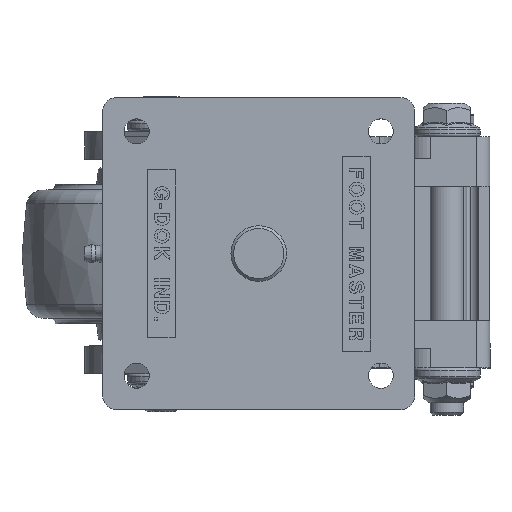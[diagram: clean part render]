
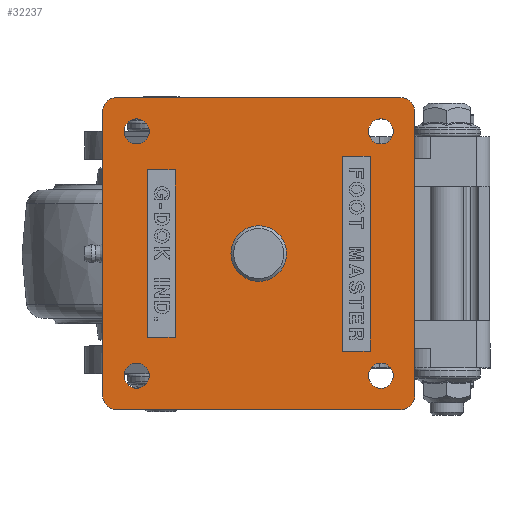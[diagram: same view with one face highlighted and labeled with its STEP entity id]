
A CAD part, top view. The second image highlights one B-rep face of the part: STEP entity #32237.
In plain terms, the highlighted planar face has unit normal (0, 0, 1).
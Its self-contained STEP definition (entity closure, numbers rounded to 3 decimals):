
#15506=CARTESIAN_POINT('',(-27.828,139.02,9.25));
#15507=VERTEX_POINT('',#15506);
#15508=CARTESIAN_POINT('',(-23.328,139.02,9.25));
#15509=DIRECTION('',(0.0,0.0,-1.0));
#15510=DIRECTION('',(1.0,0.0,0.0));
#15511=AXIS2_PLACEMENT_3D('',#15508,#15509,#15510);
#15512=CIRCLE('',#15511,4.5);
#15513=EDGE_CURVE('',#15507,#15507,#15512,.T.);
#15534=CARTESIAN_POINT('',(59.853,51.339,9.25));
#15535=VERTEX_POINT('',#15534);
#15536=CARTESIAN_POINT('',(64.353,51.339,9.25));
#15537=DIRECTION('',(0.0,0.0,-1.0));
#15538=DIRECTION('',(1.0,0.0,0.0));
#15539=AXIS2_PLACEMENT_3D('',#15536,#15537,#15538);
#15540=CIRCLE('',#15539,4.5);
#15541=EDGE_CURVE('',#15535,#15535,#15540,.T.);
#15562=CARTESIAN_POINT('',(-27.828,51.339,9.25));
#15563=VERTEX_POINT('',#15562);
#15564=CARTESIAN_POINT('',(-23.328,51.339,9.25));
#15565=DIRECTION('',(0.0,0.0,-1.0));
#15566=DIRECTION('',(1.0,0.0,0.0));
#15567=AXIS2_PLACEMENT_3D('',#15564,#15565,#15566);
#15568=CIRCLE('',#15567,4.5);
#15569=EDGE_CURVE('',#15563,#15563,#15568,.T.);
#15590=CARTESIAN_POINT('',(59.853,139.02,9.25));
#15591=VERTEX_POINT('',#15590);
#15592=CARTESIAN_POINT('',(64.353,139.02,9.25));
#15593=DIRECTION('',(0.0,0.0,-1.0));
#15594=DIRECTION('',(1.0,0.0,0.0));
#15595=AXIS2_PLACEMENT_3D('',#15592,#15593,#15594);
#15596=CIRCLE('',#15595,4.5);
#15597=EDGE_CURVE('',#15591,#15591,#15596,.T.);
#15630=CARTESIAN_POINT('',(30.512,95.18,9.25));
#15631=VERTEX_POINT('',#15630);
#15632=CARTESIAN_POINT('',(20.512,95.18,9.25));
#15633=DIRECTION('',(0.0,0.0,-1.0));
#15634=DIRECTION('',(-1.0,0.0,0.0));
#15635=AXIS2_PLACEMENT_3D('',#15632,#15633,#15634);
#15636=CIRCLE('',#15635,10.);
#15637=EDGE_CURVE('',#15631,#15631,#15636,.T.);
#31215=CARTESIAN_POINT('',(-19.488,125.18,9.25));
#31216=VERTEX_POINT('',#31215);
#31223=CARTESIAN_POINT('',(-19.488,65.18,9.25));
#31224=VERTEX_POINT('',#31223);
#31225=CARTESIAN_POINT('',(-19.488,65.18,9.25));
#31226=DIRECTION('',(0.0,1.0,0.0));
#31227=VECTOR('',#31226,60.);
#31228=LINE('',#31225,#31227);
#31229=EDGE_CURVE('',#31224,#31216,#31228,.T.);
#31254=CARTESIAN_POINT('',(-9.488,65.18,9.25));
#31255=VERTEX_POINT('',#31254);
#31256=CARTESIAN_POINT('',(-9.488,65.18,9.25));
#31257=DIRECTION('',(-1.0,0.0,0.0));
#31258=VECTOR('',#31257,10.);
#31259=LINE('',#31256,#31258);
#31260=EDGE_CURVE('',#31255,#31224,#31259,.T.);
#31285=CARTESIAN_POINT('',(-9.488,125.18,9.25));
#31286=VERTEX_POINT('',#31285);
#31287=CARTESIAN_POINT('',(-9.488,125.18,9.25));
#31288=DIRECTION('',(0.0,-1.0,0.0));
#31289=VECTOR('',#31288,60.);
#31290=LINE('',#31287,#31289);
#31291=EDGE_CURVE('',#31286,#31255,#31290,.T.);
#31314=CARTESIAN_POINT('',(-19.488,125.18,9.25));
#31315=DIRECTION('',(1.0,0.0,0.0));
#31316=VECTOR('',#31315,10.);
#31317=LINE('',#31314,#31316);
#31318=EDGE_CURVE('',#31216,#31286,#31317,.T.);
#31527=CARTESIAN_POINT('',(50.512,130.18,9.25));
#31528=VERTEX_POINT('',#31527);
#31535=CARTESIAN_POINT('',(50.512,60.18,9.25));
#31536=VERTEX_POINT('',#31535);
#31537=CARTESIAN_POINT('',(50.512,60.18,9.25));
#31538=DIRECTION('',(0.0,1.0,0.0));
#31539=VECTOR('',#31538,70.);
#31540=LINE('',#31537,#31539);
#31541=EDGE_CURVE('',#31536,#31528,#31540,.T.);
#31566=CARTESIAN_POINT('',(60.512,60.18,9.25));
#31567=VERTEX_POINT('',#31566);
#31568=CARTESIAN_POINT('',(60.512,60.18,9.25));
#31569=DIRECTION('',(-1.0,0.0,0.0));
#31570=VECTOR('',#31569,10.);
#31571=LINE('',#31568,#31570);
#31572=EDGE_CURVE('',#31567,#31536,#31571,.T.);
#31597=CARTESIAN_POINT('',(60.512,130.18,9.25));
#31598=VERTEX_POINT('',#31597);
#31599=CARTESIAN_POINT('',(60.512,130.18,9.25));
#31600=DIRECTION('',(0.0,-1.0,0.0));
#31601=VECTOR('',#31600,70.);
#31602=LINE('',#31599,#31601);
#31603=EDGE_CURVE('',#31598,#31567,#31602,.T.);
#31626=CARTESIAN_POINT('',(50.512,130.18,9.25));
#31627=DIRECTION('',(1.0,0.0,0.0));
#31628=VECTOR('',#31627,10.);
#31629=LINE('',#31626,#31628);
#31630=EDGE_CURVE('',#31528,#31598,#31629,.T.);
#31889=CARTESIAN_POINT('',(76.512,44.18,9.25));
#31890=VERTEX_POINT('',#31889);
#31891=CARTESIAN_POINT('',(71.512,39.18,9.25));
#31892=VERTEX_POINT('',#31891);
#31893=CARTESIAN_POINT('',(71.512,44.18,9.25));
#31894=DIRECTION('',(0.0,0.0,-1.));
#31895=DIRECTION('',(0.707,-0.707,0.0));
#31896=AXIS2_PLACEMENT_3D('',#31893,#31894,#31895);
#31897=CIRCLE('',#31896,5.);
#31898=EDGE_CURVE('',#31890,#31892,#31897,.T.);
#31940=CARTESIAN_POINT('',(76.512,146.18,9.25));
#31941=VERTEX_POINT('',#31940);
#31948=CARTESIAN_POINT('',(76.512,146.18,9.25));
#31949=DIRECTION('',(0.0,-1.0,0.0));
#31950=VECTOR('',#31949,102.);
#31951=LINE('',#31948,#31950);
#31952=EDGE_CURVE('',#31941,#31890,#31951,.T.);
#32036=CARTESIAN_POINT('',(71.512,151.18,9.25));
#32037=VERTEX_POINT('',#32036);
#32038=CARTESIAN_POINT('',(71.512,146.18,9.25));
#32039=DIRECTION('',(0.0,0.0,-1.));
#32040=DIRECTION('',(0.707,0.707,0.0));
#32041=AXIS2_PLACEMENT_3D('',#32038,#32039,#32040);
#32042=CIRCLE('',#32041,5.);
#32043=EDGE_CURVE('',#32037,#31941,#32042,.T.);
#32063=CARTESIAN_POINT('',(-30.488,151.18,9.25));
#32064=VERTEX_POINT('',#32063);
#32071=CARTESIAN_POINT('',(-30.488,151.18,9.25));
#32072=DIRECTION('',(1.0,0.0,0.0));
#32073=VECTOR('',#32072,102.0);
#32074=LINE('',#32071,#32073);
#32075=EDGE_CURVE('',#32064,#32037,#32074,.T.);
#32085=CARTESIAN_POINT('',(-35.488,146.18,9.25));
#32086=VERTEX_POINT('',#32085);
#32087=CARTESIAN_POINT('',(-30.488,146.18,9.25));
#32088=DIRECTION('',(0.0,0.0,-1.));
#32089=DIRECTION('',(-0.707,0.707,0.0));
#32090=AXIS2_PLACEMENT_3D('',#32087,#32088,#32089);
#32091=CIRCLE('',#32090,5.);
#32092=EDGE_CURVE('',#32086,#32064,#32091,.T.);
#32112=CARTESIAN_POINT('',(-35.488,44.18,9.25));
#32113=VERTEX_POINT('',#32112);
#32120=CARTESIAN_POINT('',(-35.488,44.18,9.25));
#32121=DIRECTION('',(0.0,1.0,0.0));
#32122=VECTOR('',#32121,102.);
#32123=LINE('',#32120,#32122);
#32124=EDGE_CURVE('',#32113,#32086,#32123,.T.);
#32134=CARTESIAN_POINT('',(-30.488,39.18,9.25));
#32135=VERTEX_POINT('',#32134);
#32136=CARTESIAN_POINT('',(-30.488,44.18,9.25));
#32137=DIRECTION('',(0.0,0.0,-1.));
#32138=DIRECTION('',(-0.707,-0.707,0.0));
#32139=AXIS2_PLACEMENT_3D('',#32136,#32137,#32138);
#32140=CIRCLE('',#32139,5.);
#32141=EDGE_CURVE('',#32135,#32113,#32140,.T.);
#32184=CARTESIAN_POINT('',(71.512,39.18,9.25));
#32185=DIRECTION('',(-1.0,0.0,0.0));
#32186=VECTOR('',#32185,102.0);
#32187=LINE('',#32184,#32186);
#32188=EDGE_CURVE('',#31892,#32135,#32187,.T.);
#32195=CARTESIAN_POINT('',(20.512,95.18,9.25));
#32196=DIRECTION('',(0.0,0.0,1.0));
#32197=DIRECTION('',(1.0,0.0,0.0));
#32198=AXIS2_PLACEMENT_3D('',#32195,#32196,#32197);
#32199=PLANE('',#32198);
#32200=ORIENTED_EDGE('',*,*,#31898,.F.);
#32201=ORIENTED_EDGE('',*,*,#31952,.F.);
#32202=ORIENTED_EDGE('',*,*,#32043,.F.);
#32203=ORIENTED_EDGE('',*,*,#32075,.F.);
#32204=ORIENTED_EDGE('',*,*,#32092,.F.);
#32205=ORIENTED_EDGE('',*,*,#32124,.F.);
#32206=ORIENTED_EDGE('',*,*,#32141,.F.);
#32207=ORIENTED_EDGE('',*,*,#32188,.F.);
#32208=EDGE_LOOP('',(#32200,#32201,#32202,#32203,#32204,#32205,#32206,#32207));
#32209=FACE_OUTER_BOUND('',#32208,.T.);
#32210=ORIENTED_EDGE('',*,*,#15637,.T.);
#32211=EDGE_LOOP('',(#32210));
#32212=FACE_BOUND('',#32211,.T.);
#32213=ORIENTED_EDGE('',*,*,#31229,.T.);
#32214=ORIENTED_EDGE('',*,*,#31318,.T.);
#32215=ORIENTED_EDGE('',*,*,#31291,.T.);
#32216=ORIENTED_EDGE('',*,*,#31260,.T.);
#32217=EDGE_LOOP('',(#32213,#32214,#32215,#32216));
#32218=FACE_BOUND('',#32217,.T.);
#32219=ORIENTED_EDGE('',*,*,#31541,.T.);
#32220=ORIENTED_EDGE('',*,*,#31630,.T.);
#32221=ORIENTED_EDGE('',*,*,#31603,.T.);
#32222=ORIENTED_EDGE('',*,*,#31572,.T.);
#32223=EDGE_LOOP('',(#32219,#32220,#32221,#32222));
#32224=FACE_BOUND('',#32223,.T.);
#32225=ORIENTED_EDGE('',*,*,#15597,.T.);
#32226=EDGE_LOOP('',(#32225));
#32227=FACE_BOUND('',#32226,.T.);
#32228=ORIENTED_EDGE('',*,*,#15569,.T.);
#32229=EDGE_LOOP('',(#32228));
#32230=FACE_BOUND('',#32229,.T.);
#32231=ORIENTED_EDGE('',*,*,#15541,.T.);
#32232=EDGE_LOOP('',(#32231));
#32233=FACE_BOUND('',#32232,.T.);
#32234=ORIENTED_EDGE('',*,*,#15513,.T.);
#32235=EDGE_LOOP('',(#32234));
#32236=FACE_BOUND('',#32235,.T.);
#32237=ADVANCED_FACE('',(#32209,#32212,#32218,#32224,#32227,#32230,#32233,#32236),#32199,.T.);
